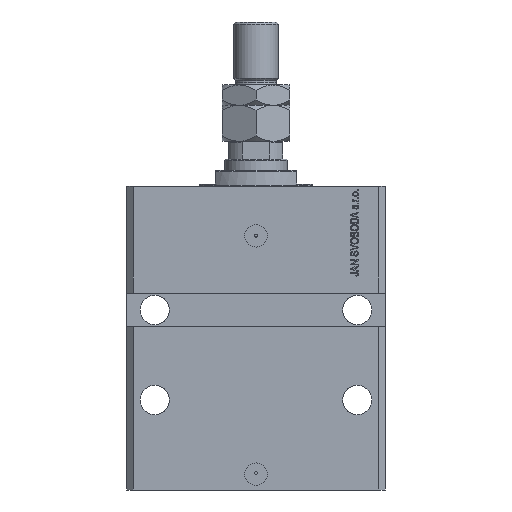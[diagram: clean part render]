
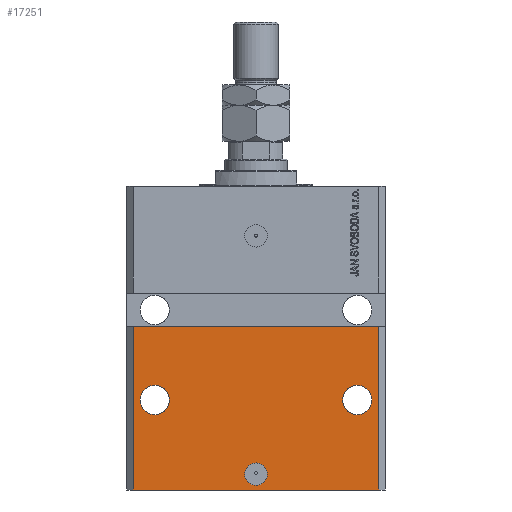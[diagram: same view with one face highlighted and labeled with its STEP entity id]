
A CAD part, front view. The second image highlights one B-rep face of the part: STEP entity #17251.
In plain terms, the highlighted planar face has unit normal (0, -1, 0).
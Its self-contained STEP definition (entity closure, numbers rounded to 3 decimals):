
#1007 = ORIENTED_EDGE ( 'NONE', *, *, #4486, .F. ) ;
#3520 = DIRECTION ( 'NONE',  ( 0., -1., 0. ) ) ;
#3767 = DIRECTION ( 'NONE',  ( 1., 0., 0. ) ) ;
#4087 = EDGE_CURVE ( 'NONE', #11968, #50262, #38892, .T. ) ;
#4245 = CARTESIAN_POINT ( 'NONE',  ( -38.5, -45., -95. ) ) ;
#4486 = EDGE_CURVE ( 'NONE', #40882, #13960, #39726, .T. ) ;
#4775 = PLANE ( 'NONE',  #8066 ) ;
#4874 = CARTESIAN_POINT ( 'NONE',  ( -54.5, -45., -62.5 ) ) ;
#6129 = EDGE_LOOP ( 'NONE', ( #38183, #38741 ) ) ;
#6334 = CARTESIAN_POINT ( 'NONE',  ( -5., -45., -128. ) ) ;
#6808 = CARTESIAN_POINT ( 'NONE',  ( -45., -45., -95. ) ) ;
#8066 = AXIS2_PLACEMENT_3D ( 'NONE', #47903, #40455, #28150 ) ;
#8144 = ORIENTED_EDGE ( 'NONE', *, *, #46204, .F. ) ;
#8632 = FACE_OUTER_BOUND ( 'NONE', #44747, .T. ) ;
#9260 = EDGE_LOOP ( 'NONE', ( #9402, #1007 ) ) ;
#9402 = ORIENTED_EDGE ( 'NONE', *, *, #45860, .F. ) ;
#9918 = CIRCLE ( 'NONE', #18926, 6.5 ) ;
#10027 = VECTOR ( 'NONE', #31124, 1000. ) ;
#10484 = CARTESIAN_POINT ( 'NONE',  ( 54.5, -45., -135. ) ) ;
#10826 = DIRECTION ( 'NONE',  ( 1., 0., 0. ) ) ;
#11312 = CIRCLE ( 'NONE', #31018, 6.5 ) ;
#11718 = CARTESIAN_POINT ( 'NONE',  ( 0., -45., -128. ) ) ;
#11937 = VERTEX_POINT ( 'NONE', #10484 ) ;
#11968 = VERTEX_POINT ( 'NONE', #30264 ) ;
#12978 = FACE_BOUND ( 'NONE', #13182, .T. ) ;
#13113 = ORIENTED_EDGE ( 'NONE', *, *, #30696, .F. ) ;
#13182 = EDGE_LOOP ( 'NONE', ( #8144, #13113 ) ) ;
#13775 = ORIENTED_EDGE ( 'NONE', *, *, #30349, .F. ) ;
#13881 = CARTESIAN_POINT ( 'NONE',  ( -54.5, -45., -135. ) ) ;
#13960 = VERTEX_POINT ( 'NONE', #39678 ) ;
#14178 = LINE ( 'NONE', #36802, #48080 ) ;
#15160 = VERTEX_POINT ( 'NONE', #50180 ) ;
#16899 = CARTESIAN_POINT ( 'NONE',  ( -45., -45., -95. ) ) ;
#17251 = ADVANCED_FACE ( 'NONE', ( #48157, #19920, #12978, #8632 ), #4775, .T. ) ;
#18926 = AXIS2_PLACEMENT_3D ( 'NONE', #26110, #34065, #41753 ) ;
#19381 = CARTESIAN_POINT ( 'NONE',  ( 38.5, -45., -95. ) ) ;
#19920 = FACE_BOUND ( 'NONE', #6129, .T. ) ;
#21584 = LINE ( 'NONE', #13881, #26103 ) ;
#21678 = VERTEX_POINT ( 'NONE', #4245 ) ;
#22001 = VERTEX_POINT ( 'NONE', #36713 ) ;
#22131 = DIRECTION ( 'NONE',  ( 1., 0., 0. ) ) ;
#22227 = VECTOR ( 'NONE', #37999, 1000. ) ;
#22361 = ORIENTED_EDGE ( 'NONE', *, *, #40697, .T. ) ;
#22518 = ORIENTED_EDGE ( 'NONE', *, *, #43532, .T. ) ;
#23157 = CARTESIAN_POINT ( 'NONE',  ( -54.5, -45., -135. ) ) ;
#23753 = EDGE_CURVE ( 'NONE', #37751, #15160, #14178, .T. ) ;
#25512 = AXIS2_PLACEMENT_3D ( 'NONE', #6808, #42480, #26572 ) ;
#26103 = VECTOR ( 'NONE', #33664, 1000. ) ;
#26110 = CARTESIAN_POINT ( 'NONE',  ( 45., -45., -95. ) ) ;
#26563 = ORIENTED_EDGE ( 'NONE', *, *, #23753, .F. ) ;
#26572 = DIRECTION ( 'NONE',  ( -1., 0., 0. ) ) ;
#26613 = AXIS2_PLACEMENT_3D ( 'NONE', #35087, #31232, #31487 ) ;
#27298 = VERTEX_POINT ( 'NONE', #29636 ) ;
#28137 = CIRCLE ( 'NONE', #28986, 5. ) ;
#28150 = DIRECTION ( 'NONE',  ( 1., 0., 0. ) ) ;
#28986 = AXIS2_PLACEMENT_3D ( 'NONE', #11718, #3520, #3767 ) ;
#29636 = CARTESIAN_POINT ( 'NONE',  ( -54.5, -45., -135. ) ) ;
#30264 = CARTESIAN_POINT ( 'NONE',  ( 51.5, -45., -95. ) ) ;
#30310 = LINE ( 'NONE', #33905, #22227 ) ;
#30349 = EDGE_CURVE ( 'NONE', #27298, #37751, #21584, .T. ) ;
#30696 = EDGE_CURVE ( 'NONE', #22001, #21678, #11312, .T. ) ;
#31018 = AXIS2_PLACEMENT_3D ( 'NONE', #16899, #46651, #34358 ) ;
#31124 = DIRECTION ( 'NONE',  ( 1., 0., 0. ) ) ;
#31232 = DIRECTION ( 'NONE',  ( 0., -1., 0. ) ) ;
#31487 = DIRECTION ( 'NONE',  ( 1., 0., 0. ) ) ;
#33664 = DIRECTION ( 'NONE',  ( 0., 0., 1. ) ) ;
#33905 = CARTESIAN_POINT ( 'NONE',  ( 54.5, -45., -135. ) ) ;
#34065 = DIRECTION ( 'NONE',  ( 0., -1., 0. ) ) ;
#34358 = DIRECTION ( 'NONE',  ( -1., 0., 0. ) ) ;
#35087 = CARTESIAN_POINT ( 'NONE',  ( 45., -45., -95. ) ) ;
#36713 = CARTESIAN_POINT ( 'NONE',  ( -51.5, -45., -95. ) ) ;
#36802 = CARTESIAN_POINT ( 'NONE',  ( -57.5, -45., -62.5 ) ) ;
#37277 = AXIS2_PLACEMENT_3D ( 'NONE', #45987, #49098, #10826 ) ;
#37751 = VERTEX_POINT ( 'NONE', #4874 ) ;
#37999 = DIRECTION ( 'NONE',  ( 0., 0., 1. ) ) ;
#38183 = ORIENTED_EDGE ( 'NONE', *, *, #4087, .F. ) ;
#38741 = ORIENTED_EDGE ( 'NONE', *, *, #40757, .F. ) ;
#38892 = CIRCLE ( 'NONE', #26613, 6.5 ) ;
#39678 = CARTESIAN_POINT ( 'NONE',  ( 5., -45., -128. ) ) ;
#39726 = CIRCLE ( 'NONE', #37277, 5. ) ;
#40455 = DIRECTION ( 'NONE',  ( 0., -1., 0. ) ) ;
#40697 = EDGE_CURVE ( 'NONE', #11937, #15160, #30310, .T. ) ;
#40757 = EDGE_CURVE ( 'NONE', #50262, #11968, #9918, .T. ) ;
#40882 = VERTEX_POINT ( 'NONE', #6334 ) ;
#41067 = CIRCLE ( 'NONE', #25512, 6.5 ) ;
#41753 = DIRECTION ( 'NONE',  ( 1., 0., 0. ) ) ;
#42480 = DIRECTION ( 'NONE',  ( 0., -1., 0. ) ) ;
#43532 = EDGE_CURVE ( 'NONE', #27298, #11937, #47269, .T. ) ;
#44747 = EDGE_LOOP ( 'NONE', ( #26563, #13775, #22518, #22361 ) ) ;
#45860 = EDGE_CURVE ( 'NONE', #13960, #40882, #28137, .T. ) ;
#45987 = CARTESIAN_POINT ( 'NONE',  ( 0., -45., -128. ) ) ;
#46204 = EDGE_CURVE ( 'NONE', #21678, #22001, #41067, .T. ) ;
#46651 = DIRECTION ( 'NONE',  ( 0., -1., 0. ) ) ;
#47269 = LINE ( 'NONE', #23157, #10027 ) ;
#47903 = CARTESIAN_POINT ( 'NONE',  ( -54.5, -45., -135. ) ) ;
#48080 = VECTOR ( 'NONE', #22131, 1000. ) ;
#48157 = FACE_BOUND ( 'NONE', #9260, .T. ) ;
#49098 = DIRECTION ( 'NONE',  ( 0., -1., 0. ) ) ;
#50180 = CARTESIAN_POINT ( 'NONE',  ( 54.5, -45., -62.5 ) ) ;
#50262 = VERTEX_POINT ( 'NONE', #19381 ) ;
